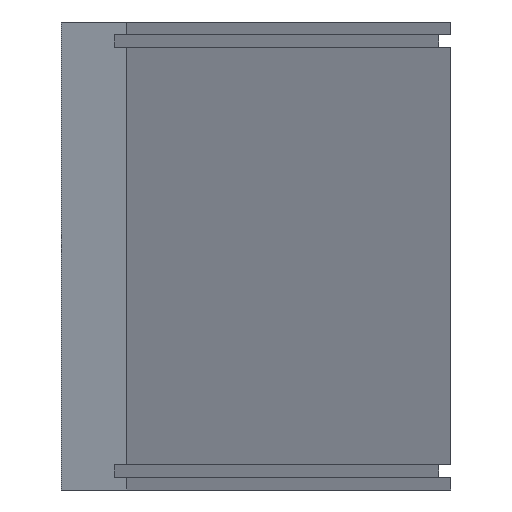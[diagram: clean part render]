
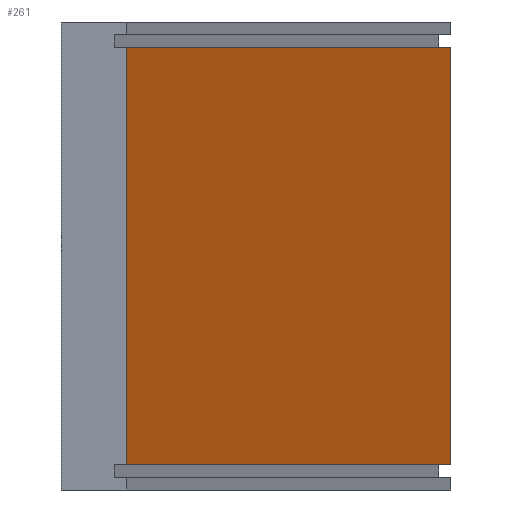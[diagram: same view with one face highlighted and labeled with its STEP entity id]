
A CAD part, left-side view. The second image highlights one B-rep face of the part: STEP entity #261.
In plain terms, the highlighted planar face has unit normal (-0.242, -0.97, 0).
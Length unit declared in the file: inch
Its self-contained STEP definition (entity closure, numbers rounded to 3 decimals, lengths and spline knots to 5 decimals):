
#15=FACE_OUTER_BOUND('',#29,.T.);
#29=EDGE_LOOP('',(#175,#176,#177,#178));
#43=LINE('',#373,#79);
#44=LINE('',#375,#80);
#45=LINE('',#377,#81);
#46=LINE('',#378,#82);
#79=VECTOR('',#307,0.3937);
#80=VECTOR('',#308,0.3937);
#81=VECTOR('',#309,0.3937);
#82=VECTOR('',#310,0.3937);
#115=VERTEX_POINT('',#371);
#116=VERTEX_POINT('',#372);
#117=VERTEX_POINT('',#374);
#118=VERTEX_POINT('',#376);
#139=EDGE_CURVE('',#115,#116,#43,.T.);
#140=EDGE_CURVE('',#115,#117,#44,.T.);
#141=EDGE_CURVE('',#118,#117,#45,.T.);
#142=EDGE_CURVE('',#116,#118,#46,.T.);
#175=ORIENTED_EDGE('',*,*,#139,.F.);
#176=ORIENTED_EDGE('',*,*,#140,.T.);
#177=ORIENTED_EDGE('',*,*,#141,.F.);
#178=ORIENTED_EDGE('',*,*,#142,.F.);
#247=PLANE('',#289);
#261=ADVANCED_FACE('',(#15),#247,.T.);
#289=AXIS2_PLACEMENT_3D('',#370,#305,#306);
#305=DIRECTION('center_axis',(-0.242,-0.97,0.));
#306=DIRECTION('ref_axis',(0.,0.,-1.));
#307=DIRECTION('',(0.,0.,1.));
#308=DIRECTION('',(0.97,-0.242,0.));
#309=DIRECTION('',(0.,0.,-1.));
#310=DIRECTION('',(0.97,-0.242,0.));
#370=CARTESIAN_POINT('Origin',(39.15445,-9.61747,13.12332));
#371=CARTESIAN_POINT('',(39.15445,-9.61747,0.74832));
#372=CARTESIAN_POINT('',(39.15445,-9.61747,13.12332));
#373=CARTESIAN_POINT('',(39.15445,-9.61747,-0.00168));
#374=CARTESIAN_POINT('',(77.72371,-19.23386,0.74832));
#375=CARTESIAN_POINT('',(39.15445,-9.61747,0.74832));
#376=CARTESIAN_POINT('',(77.72371,-19.23386,13.12332));
#377=CARTESIAN_POINT('',(77.72371,-19.23386,-0.00168));
#378=CARTESIAN_POINT('',(39.15445,-9.61747,13.12332));
